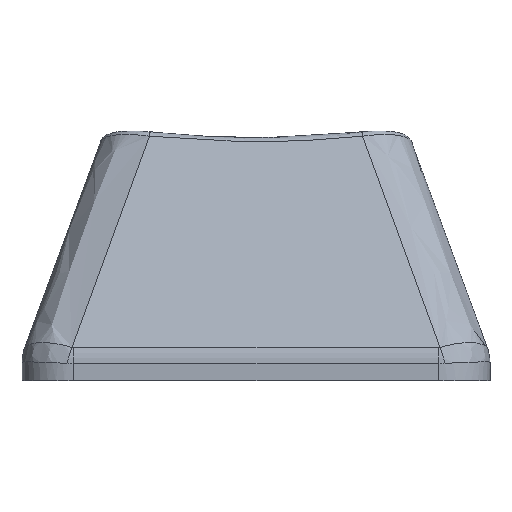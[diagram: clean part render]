
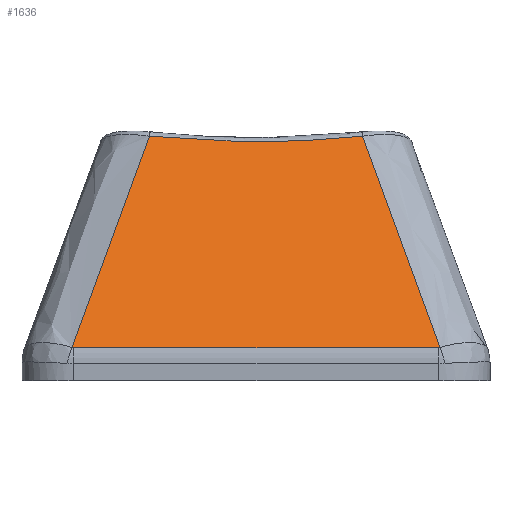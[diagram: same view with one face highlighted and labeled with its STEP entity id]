
A CAD part, front view. The second image highlights one B-rep face of the part: STEP entity #1636.
In plain terms, the highlighted planar face has unit normal (0, -0.909, 0.417).
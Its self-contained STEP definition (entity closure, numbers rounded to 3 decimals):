
#14=PLANE('',#1735);
#127=LINE('',#3174,#186);
#186=VECTOR('',#1848,10.);
#246=ELLIPSE('',#1728,1.2,0.5);
#248=ELLIPSE('',#1733,1.2,0.5);
#286=FACE_OUTER_BOUND('',#374,.T.);
#374=EDGE_LOOP('',(#1300,#1301,#1302,#1303,#1304,#1305));
#540=B_SPLINE_CURVE_WITH_KNOTS('',3,(#3334,#3335,#3336,#3337),
 .UNSPECIFIED.,.F.,.F.,(4,4),(-0.969,-0.018),
 .UNSPECIFIED.);
#542=B_SPLINE_CURVE_WITH_KNOTS('',3,(#3345,#3346,#3347,#3348),
 .UNSPECIFIED.,.F.,.F.,(4,4),(0.018,0.969),
 .UNSPECIFIED.);
#543=B_SPLINE_CURVE_WITH_KNOTS('',3,(#3349,#3350,#3351,#3352),
 .UNSPECIFIED.,.F.,.F.,(4,4),(-0.829,0.),.UNSPECIFIED.);
#706=VERTEX_POINT('',#3130);
#710=VERTEX_POINT('',#3164);
#712=VERTEX_POINT('',#3170);
#714=VERTEX_POINT('',#3191);
#720=VERTEX_POINT('',#3333);
#721=VERTEX_POINT('',#3344);
#918=EDGE_CURVE('',#706,#710,#246,.T.);
#921=EDGE_CURVE('',#710,#712,#127,.T.);
#924=EDGE_CURVE('',#712,#714,#248,.T.);
#935=EDGE_CURVE('',#714,#720,#540,.T.);
#937=EDGE_CURVE('',#721,#706,#542,.T.);
#938=EDGE_CURVE('',#720,#721,#543,.T.);
#1300=ORIENTED_EDGE('',*,*,#924,.F.);
#1301=ORIENTED_EDGE('',*,*,#921,.F.);
#1302=ORIENTED_EDGE('',*,*,#918,.F.);
#1303=ORIENTED_EDGE('',*,*,#937,.F.);
#1304=ORIENTED_EDGE('',*,*,#938,.F.);
#1305=ORIENTED_EDGE('',*,*,#935,.F.);
#1636=ADVANCED_FACE('',(#286),#14,.T.);
#1728=AXIS2_PLACEMENT_3D('',#3168,#1841,#1842);
#1733=AXIS2_PLACEMENT_3D('',#3195,#1853,#1854);
#1735=AXIS2_PLACEMENT_3D('',#3343,#1857,#1858);
#1841=DIRECTION('center_axis',(0.,0.909,-0.417));
#1842=DIRECTION('ref_axis',(0.,-0.417,-0.909));
#1848=DIRECTION('',(-1.,0.,0.));
#1853=DIRECTION('center_axis',(0.,0.909,-0.417));
#1854=DIRECTION('ref_axis',(0.,-0.417,-0.909));
#1857=DIRECTION('center_axis',(0.,-0.909,
0.417));
#1858=DIRECTION('ref_axis',(0.,-0.417,-0.909));
#3130=CARTESIAN_POINT('',(7.144,-8.94,0.306));
#3164=CARTESIAN_POINT('',(7.081,-8.944,0.298));
#3168=CARTESIAN_POINT('Origin',(7.081,-8.444,1.389));
#3170=CARTESIAN_POINT('',(-7.08,-8.944,0.298));
#3174=CARTESIAN_POINT('',(7.525,-8.944,0.298));
#3191=CARTESIAN_POINT('',(-7.144,-8.94,0.306));
#3195=CARTESIAN_POINT('Origin',(-7.08,-8.444,1.389));
#3333=CARTESIAN_POINT('',(-4.136,-5.185,8.501));
#3334=CARTESIAN_POINT('Ctrl Pts',(-7.144,-8.94,0.306));
#3335=CARTESIAN_POINT('Ctrl Pts',(-6.151,-7.687,3.041));
#3336=CARTESIAN_POINT('Ctrl Pts',(-5.151,-6.435,5.773));
#3337=CARTESIAN_POINT('Ctrl Pts',(-4.136,-5.185,8.501));
#3343=CARTESIAN_POINT('Origin',(5.969,-4.966,8.98));
#3344=CARTESIAN_POINT('',(4.136,-5.185,8.501));
#3345=CARTESIAN_POINT('Ctrl Pts',(4.136,-5.185,8.501));
#3346=CARTESIAN_POINT('Ctrl Pts',(5.151,-6.435,5.773));
#3347=CARTESIAN_POINT('Ctrl Pts',(6.151,-7.687,3.041));
#3348=CARTESIAN_POINT('Ctrl Pts',(7.144,-8.94,0.306));
#3349=CARTESIAN_POINT('Ctrl Pts',(-4.136,-5.185,8.501));
#3350=CARTESIAN_POINT('Ctrl Pts',(-1.391,-5.32,8.207));
#3351=CARTESIAN_POINT('Ctrl Pts',(1.391,-5.32,8.207));
#3352=CARTESIAN_POINT('Ctrl Pts',(4.136,-5.185,8.501));
